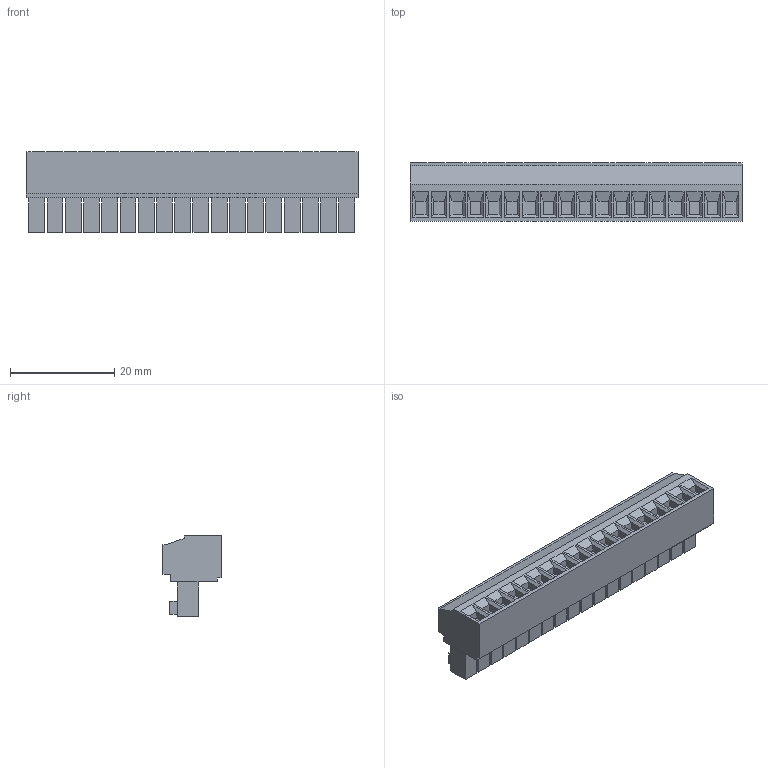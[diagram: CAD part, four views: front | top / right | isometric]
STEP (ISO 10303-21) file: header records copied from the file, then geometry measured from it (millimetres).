
FILE_DESCRIPTION((''),'2;1');
FILE_NAME('395000018','2015-01-12T',('me'),(''),'PRO/ENGINEER BY PARAMETRIC TECHNOLOGY CORPORATION, 2011490','PRO/ENGINEER BY PARAMETRIC TECHNOLOGY CORPORATION, 2011490','');
FILE_SCHEMA(('CONFIG_CONTROL_DESIGN'));
Length unit declared in the file: inch
Products named in the file (1): 395000018
Bounding box: 63.8 x 11.18 x 15.49 mm (x, y, z)
Volume: 6841.8 mm3; surface area: 5521.5 mm2
Topology: 1 solids, 1 shells, 791 faces, 1881 edges, 1254 vertices
Faces by surface type: plane 593, cylinder 162, cone 36
Entity records: 22492 total; most frequent: DIRECTION 3861, CARTESIAN_POINT 3855, ORIENTED_EDGE 3690, EDGE_CURVE 1845, VECTOR 1485, LINE 1485, AXIS2_PLACEMENT_3D 1188, VERTEX_POINT 1182
